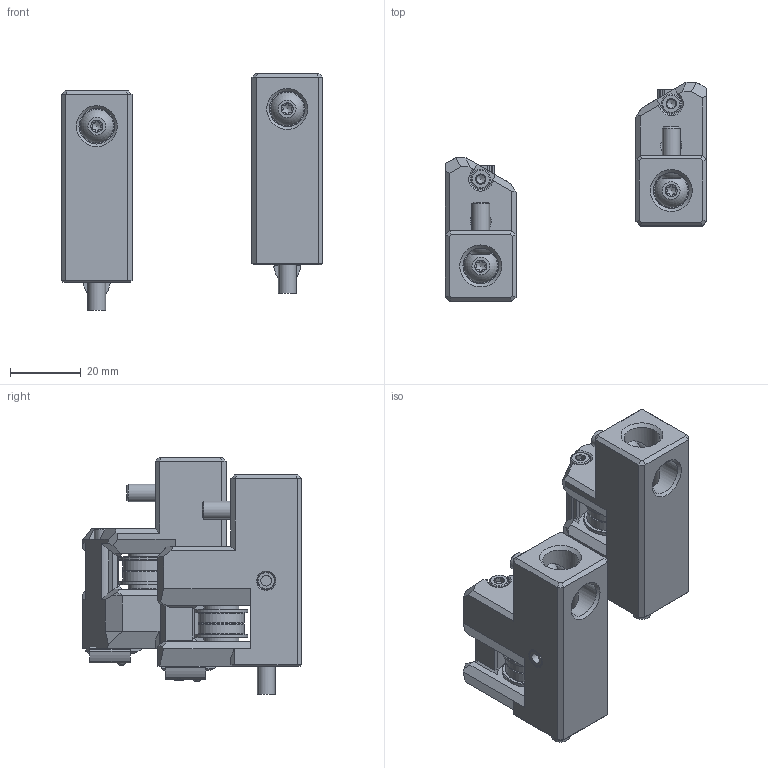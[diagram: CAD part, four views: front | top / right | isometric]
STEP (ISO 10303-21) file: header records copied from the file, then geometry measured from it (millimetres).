
FILE_DESCRIPTION(/* description */ ('STEP AP242','CAx-IF Rec.Pracs.---Representation and Presentation of Product Manufacturing Information (PMI)---4.0---2014-10-13','CAx-IF Rec.Pracs.---3D Tessellated Geometry---0.4---2014-09-14','2;1'),/* implementation_level */ '2;1');
FILE_NAME(/* name */ '6412c854814fdd7bb7b43004',/* time_stamp */ '2023-03-16T07:42:14+00:00',/* author */ (''),/* organization */ (''),/* preprocessor_version */ 'ST-DEVELOPER v18.102',/* originating_system */ ' ',/* authorisation */ ' ');
FILE_SCHEMA (('AP242_MANAGED_MODEL_BASED_3D_ENGINEERING_MIM_LF { 1 0 10303 442 1 1 4 }'));
Length unit declared in the file: metre
Products named in the file (11): ass_front_idler_5.8_one_piece; F695-2RS; ISO 7380-1 M5x12; left; right; ISO 7380-1 M5x40; HI_Cylinder head screw DIN 912 M3x35 07060.030.035(High); DIN 988 5x10x1 Shim Ring; M3-T-Nut; pin 30mm; HeatInsert_M3x5.0x4.0
Assembly tree (22 placements, depth 2):
  ass_front_idler_5.8_one_piece
    F695-2RS  x4
    ISO 7380-1 M5x12  x2
    left
    right
    ISO 7380-1 M5x40  x2
    HI_Cylinder head screw DIN 912 M3x35 07060.030.035(High)  x2
    DIN 988 5x10x1 Shim Ring  x4
    M3-T-Nut  x2
    pin 30mm  x2
    HeatInsert_M3x5.0x4.0  x2
Bounding box: 73.98 x 62.05 x 67.1 mm (x, y, z)
Volume: 56676.4 mm3; surface area: 26809.3 mm2
Topology: 22 solids, 22 shells, 859 faces, 2191 edges, 1404 vertices
Faces by surface type: plane 305, cylinder 222, bspline 210, cone 106, torus 14, sphere 2
Full cylindrical faces by diameter (mm): 2.534 x2, 3 x4, 3.4 x2, 4.1 x2, 4.25 x4, 4.7 x2, 5 x14, 5.2 x8, 5.5 x2, 6.5 x8, 10 x4, 10.1 x8, 11.5 x8, 13 x4, 15 x4
Entity records: 15641 total; most frequent: CARTESIAN_POINT 3857, ORIENTED_EDGE 2452, DIRECTION 2206, EDGE_CURVE 1226, VERTEX_POINT 826, AXIS2_PLACEMENT_3D 743, LINE 720, VECTOR 720
